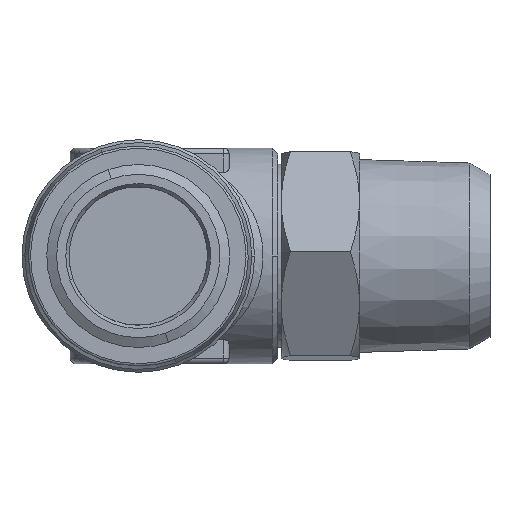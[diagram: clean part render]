
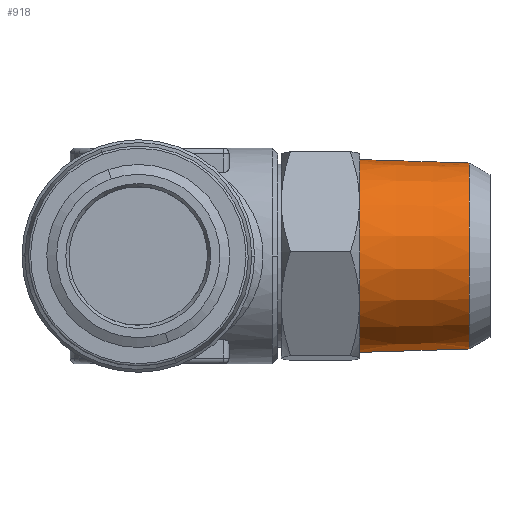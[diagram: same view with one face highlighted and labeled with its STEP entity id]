
A CAD part, left-side view. The second image highlights one B-rep face of the part: STEP entity #918.
In plain terms, the highlighted conical face has half-angle 1.79 degrees and reference radius 8.2 mm.
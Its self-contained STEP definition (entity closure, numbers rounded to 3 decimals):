
#559 = AXIS2_PLACEMENT_3D ( 'NONE', #853, #842, #861 ) ;
#842 = DIRECTION ( 'NONE',  ( 0., 1., 0. ) ) ;
#853 = CARTESIAN_POINT ( 'NONE',  ( 0., -3.381, 0. ) ) ;
#861 = DIRECTION ( 'NONE',  ( 0.039, 0., 0.999 ) ) ;
#918 = ADVANCED_FACE ( 'NONE', ( #3860 ), #3868, .T. ) ;
#979 = EDGE_CURVE ( 'NONE', #1733, #1731, #5891, .T. ) ;
#1125 = EDGE_LOOP ( 'NONE', ( #1618, #1619, #1620, #1621 ) ) ;
#1618 = ORIENTED_EDGE ( 'NONE', *, *, #4446, .F. ) ;
#1619 = ORIENTED_EDGE ( 'NONE', *, *, #4440, .F. ) ;
#1620 = ORIENTED_EDGE ( 'NONE', *, *, #979, .T. ) ;
#1621 = ORIENTED_EDGE ( 'NONE', *, *, #4439, .T. ) ;
#1731 = VERTEX_POINT ( 'NONE', #2178 ) ;
#1733 = VERTEX_POINT ( 'NONE', #2180 ) ;
#1734 = VERTEX_POINT ( 'NONE', #2181 ) ;
#1735 = VERTEX_POINT ( 'NONE', #2182 ) ;
#2178 = CARTESIAN_POINT ( 'NONE',  ( 0.332, 6.3, 8.496 ) ) ;
#2180 = CARTESIAN_POINT ( 'NONE',  ( 0.32, -3.381, 8.194 ) ) ;
#2181 = CARTESIAN_POINT ( 'NONE',  ( -0.32, -3.381, -8.194 ) ) ;
#2182 = CARTESIAN_POINT ( 'NONE',  ( -0.332, 6.3, -8.496 ) ) ;
#3514 = CIRCLE ( 'NONE', #5266, 8.503 ) ;
#3515 = CIRCLE ( 'NONE', #5267, 8.2 ) ;
#3519 = LINE ( 'NONE', #6725, #3523 ) ;
#3523 = VECTOR ( 'NONE', #6721, 1000. ) ;
#3860 = FACE_OUTER_BOUND ( 'NONE', #1125, .T. ) ;
#3868 = CONICAL_SURFACE ( 'NONE', #559, 8.2, 0.031 ) ;
#4439 = EDGE_CURVE ( 'NONE', #1731, #1735, #3514, .T. ) ;
#4440 = EDGE_CURVE ( 'NONE', #1733, #1734, #3515, .T. ) ;
#4446 = EDGE_CURVE ( 'NONE', #1734, #1735, #3519, .T. ) ;
#5266 = AXIS2_PLACEMENT_3D ( 'NONE', #6705, #6706, #6707 ) ;
#5267 = AXIS2_PLACEMENT_3D ( 'NONE', #6708, #6709, #6710 ) ;
#5419 = DIRECTION ( 'NONE',  ( 0.001, 1., 0.031 ) ) ;
#5422 = CARTESIAN_POINT ( 'NONE',  ( 0.32, -3.381, 8.194 ) ) ;
#5891 = LINE ( 'NONE', #5422, #5895 ) ;
#5895 = VECTOR ( 'NONE', #5419, 1000. ) ;
#6705 = CARTESIAN_POINT ( 'NONE',  ( 0., 6.3, 0. ) ) ;
#6706 = DIRECTION ( 'NONE',  ( 0., -1., 0. ) ) ;
#6707 = DIRECTION ( 'NONE',  ( -0.039, 0., -0.999 ) ) ;
#6708 = CARTESIAN_POINT ( 'NONE',  ( 0., -3.381, 0. ) ) ;
#6709 = DIRECTION ( 'NONE',  ( 0., -1., 0. ) ) ;
#6710 = DIRECTION ( 'NONE',  ( -0.039, 0., -0.999 ) ) ;
#6721 = DIRECTION ( 'NONE',  ( -0.001, 1., -0.031 ) ) ;
#6725 = CARTESIAN_POINT ( 'NONE',  ( -0.32, -3.381, -8.194 ) ) ;
